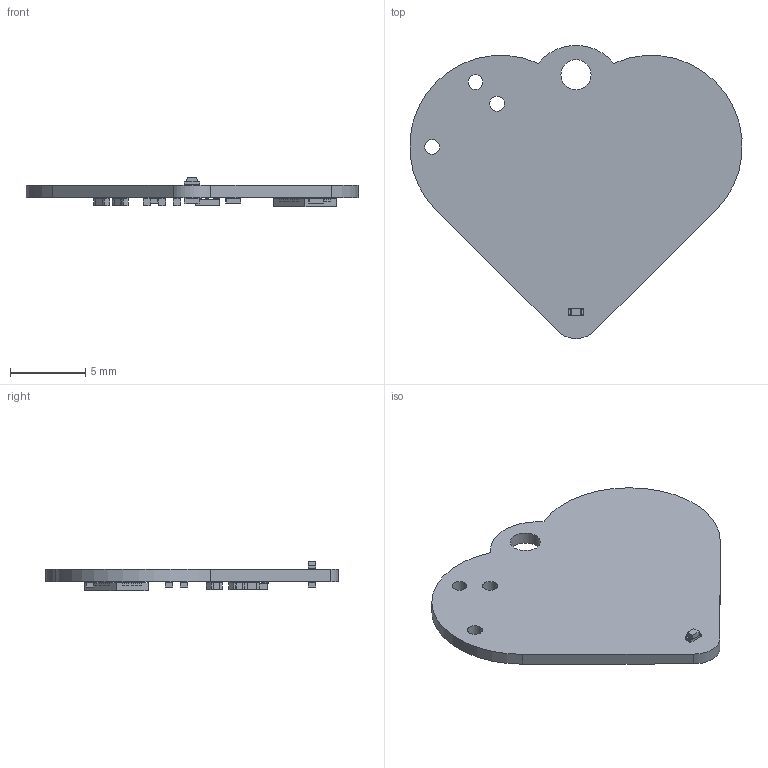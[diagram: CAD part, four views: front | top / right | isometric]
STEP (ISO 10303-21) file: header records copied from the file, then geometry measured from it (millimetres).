
FILE_DESCRIPTION(('KiCad electronic assembly'),'2;1');
FILE_NAME('nfc-pcb-tag-V0.1-2025-06-12-3D.step','2025-06-12T23:45:15',( 'Pcbnew'),('Kicad'),'Open CASCADE STEP processor 7.6', 'KiCad to STEP converter','Unknown');
FILE_SCHEMA(('AUTOMOTIVE_DESIGN { 1 0 10303 214 1 1 1 1 }'));
Length unit declared in the file: millimetre
Products named in the file (12): nfc-pcb-tag-V0.1-2025-06-12-3D 1; LED_0402_1005Metric; R_0402_1005Metric; NT3H2111W0FHKH; ASSEMBLY; QFN-20-1EP_3x3mm_P0.4mm_EP1.65x1.65mm; QFN-20_L3.0-W3.0-H0.6-P0.40-BL; C_0402_1005Metric; kibot_6fa_e1o1_PCB
Assembly tree (19 placements, depth 3):
  nfc-pcb-tag-V0.1-2025-06-12-3D 1
    LED_0402_1005Metric
      LED_0402_1005Metric
    R_0402_1005Metric  x5
      R_0402_1005Metric
    NT3H2111W0FHKH
      ASSEMBLY
    QFN-20-1EP_3x3mm_P0.4mm_EP1.65x1.65mm
      QFN-20_L3.0-W3.0-H0.6-P0.40-BL
    C_0402_1005Metric  x5
      C_0402_1005Metric
    kibot_6fa_e1o1_PCB
Bounding box: 22.04 x 19.45 x 1.97 mm (x, y, z)
Volume: 238.1 mm3; surface area: 715 mm2
Topology: 62 solids, 62 shells, 1120 faces, 2843 edges, 1886 vertices
Faces by surface type: plane 772, cylinder 236, bspline 112
Full cylindrical faces by diameter (mm): 0.2 x1, 0.991 x3, 2 x1
Entity records: 34071 total; most frequent: CARTESIAN_POINT 6829, ORIENTED_EDGE 4566, DIRECTION 3991, EDGE_CURVE 2283, LINE 1743, VECTOR 1743, VERTEX_POINT 1518, AXIS2_PLACEMENT_3D 1124
